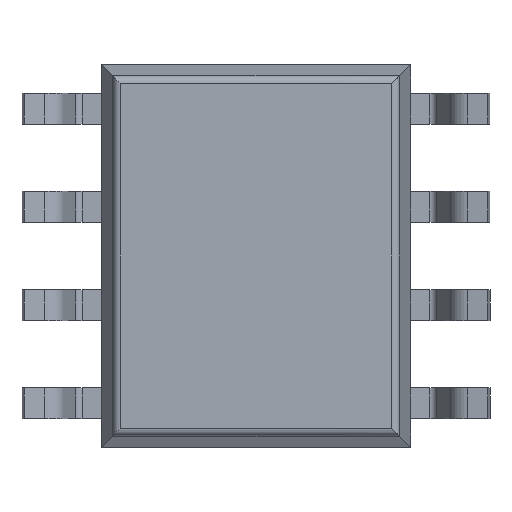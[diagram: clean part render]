
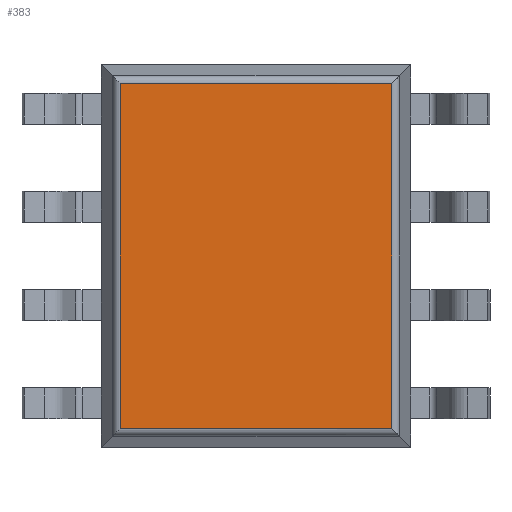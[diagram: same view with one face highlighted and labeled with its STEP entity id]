
A CAD part, front view. The second image highlights one B-rep face of the part: STEP entity #383.
In plain terms, the highlighted planar face has unit normal (0, -1, 0).
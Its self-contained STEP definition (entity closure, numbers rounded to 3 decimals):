
#317 = EDGE_CURVE ( 'NONE', #5566, #387, #1376, .T. ) ;
#319 = ORIENTED_EDGE ( 'NONE', *, *, #317, .T. ) ;
#383 = ADVANCED_FACE ( 'NONE', ( #1548 ), #1533, .T. ) ;
#384 = EDGE_LOOP ( 'NONE', ( #385, #389, #5567, #319 ) ) ;
#385 = ORIENTED_EDGE ( 'NONE', *, *, #386, .T. ) ;
#386 = EDGE_CURVE ( 'NONE', #387, #388, #1584, .T. ) ;
#387 = VERTEX_POINT ( 'NONE', #1580 ) ;
#388 = VERTEX_POINT ( 'NONE', #1579 ) ;
#389 = ORIENTED_EDGE ( 'NONE', *, *, #5582, .T. ) ;
#1373 = DIRECTION ( 'NONE',  ( -1., 0., 0. ) ) ;
#1374 = VECTOR ( 'NONE', #1373, 1000. ) ;
#1375 = CARTESIAN_POINT ( 'NONE',  ( -2., 0.15, 2.231 ) ) ;
#1376 = LINE ( 'NONE', #1375, #1374 ) ;
#1529 = DIRECTION ( 'NONE',  ( 0., 0., -1. ) ) ;
#1530 = DIRECTION ( 'NONE',  ( 0., -1., 0. ) ) ;
#1531 = CARTESIAN_POINT ( 'NONE',  ( -2., 0.15, -2.475 ) ) ;
#1532 = AXIS2_PLACEMENT_3D ( 'NONE', #1531, #1530, #1529 ) ;
#1533 = PLANE ( 'NONE',  #1532 ) ;
#1548 = FACE_OUTER_BOUND ( 'NONE', #384, .T. ) ;
#1579 = CARTESIAN_POINT ( 'NONE',  ( -1.756, 0.15, -2.231 ) ) ;
#1580 = CARTESIAN_POINT ( 'NONE',  ( -1.756, 0.15, 2.231 ) ) ;
#1581 = DIRECTION ( 'NONE',  ( 0., 0., -1. ) ) ;
#1582 = VECTOR ( 'NONE', #1581, 1000. ) ;
#1583 = CARTESIAN_POINT ( 'NONE',  ( -1.756, 0.15, -2.475 ) ) ;
#1584 = LINE ( 'NONE', #1583, #1582 ) ;
#3253 = CARTESIAN_POINT ( 'NONE',  ( 1.756, 0.15, 2.231 ) ) ;
#3257 = DIRECTION ( 'NONE',  ( 0., 0., 1. ) ) ;
#3258 = VECTOR ( 'NONE', #3257, 1000. ) ;
#3259 = CARTESIAN_POINT ( 'NONE',  ( 1.756, 0.15, -2.475 ) ) ;
#3260 = LINE ( 'NONE', #3259, #3258 ) ;
#3298 = CARTESIAN_POINT ( 'NONE',  ( 1.756, 0.15, -2.231 ) ) ;
#3299 = DIRECTION ( 'NONE',  ( 1., 0., 0. ) ) ;
#3300 = VECTOR ( 'NONE', #3299, 1000. ) ;
#3301 = CARTESIAN_POINT ( 'NONE',  ( -2., 0.15, -2.231 ) ) ;
#3302 = LINE ( 'NONE', #3301, #3300 ) ;
#5566 = VERTEX_POINT ( 'NONE', #3253 ) ;
#5567 = ORIENTED_EDGE ( 'NONE', *, *, #5570, .T. ) ;
#5570 = EDGE_CURVE ( 'NONE', #5583, #5566, #3260, .T. ) ;
#5582 = EDGE_CURVE ( 'NONE', #388, #5583, #3302, .T. ) ;
#5583 = VERTEX_POINT ( 'NONE', #3298 ) ;
